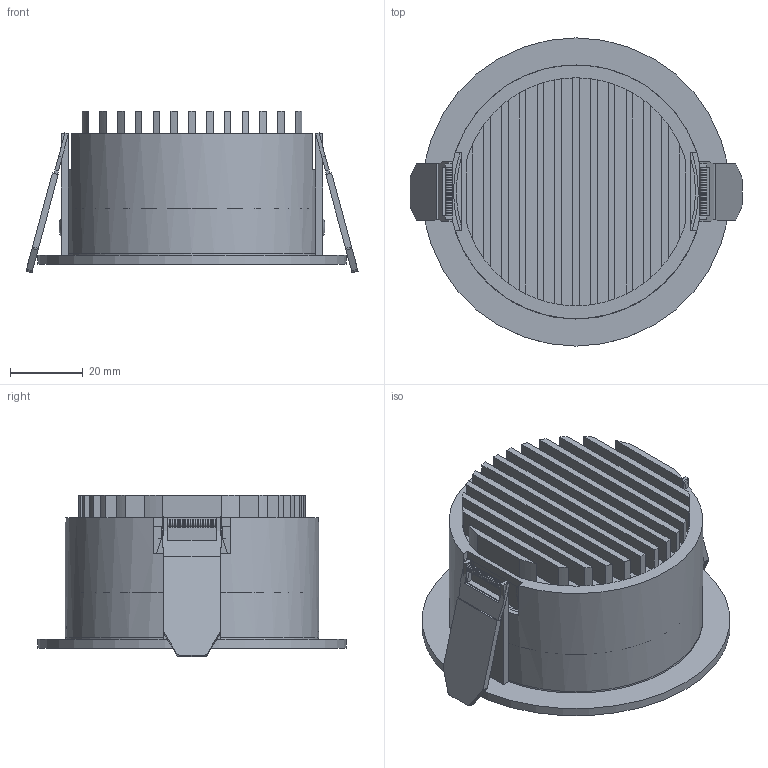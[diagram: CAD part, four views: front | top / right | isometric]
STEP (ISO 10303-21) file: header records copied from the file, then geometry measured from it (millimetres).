
FILE_DESCRIPTION(/* description */ (''),/* implementation_level */ '2;1');
FILE_NAME(/* name */ 'Nebris H0141 v3.step',/* time_stamp */ '2025-08-13T12:00:52+02:00',/* author */ (''),/* organization */ (''),/* preprocessor_version */ 'ST-DEVELOPER v20.1',/* originating_system */ 'Autodesk Translation Framework v14.10.0.0',/* authorisation */ '');
FILE_SCHEMA (('AUTOMOTIVE_DESIGN { 1 0 10303 214 3 1 1 }'));
Length unit declared in the file: millimetre
Products named in the file (1): Nebris H0141
Bounding box: 91.55 x 85 x 44.49 mm (x, y, z)
Volume: 116306.4 mm3; surface area: 56677.3 mm2
Topology: 13 solids, 13 shells, 347 faces, 880 edges, 556 vertices
Faces by surface type: plane 153, cylinder 105, bspline 77, cone 11, torus 1
Full cylindrical faces by diameter (mm): 0.461 x2, 2 x38, 5.3 x2, 67.5 x1, 70 x1, 85 x1
Entity records: 17431 total; most frequent: CARTESIAN_POINT 9269, ORIENTED_EDGE 1758, DIRECTION 1698, EDGE_CURVE 879, AXIS2_PLACEMENT_3D 627, VERTEX_POINT 556, LINE 444, VECTOR 444
